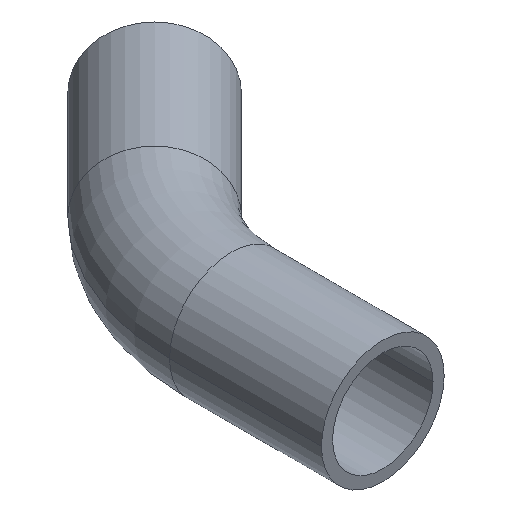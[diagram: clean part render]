
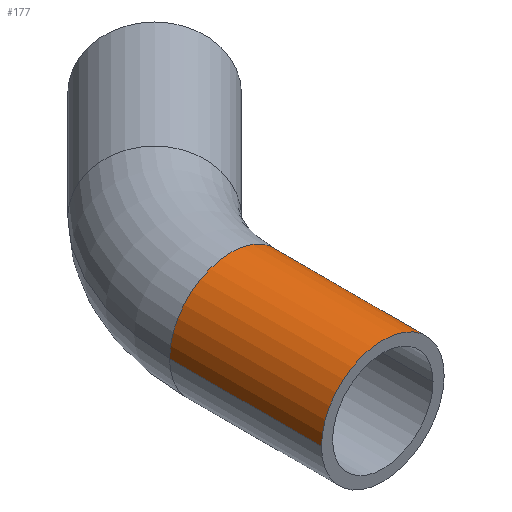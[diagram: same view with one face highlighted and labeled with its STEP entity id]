
A CAD part, isometric view. The second image highlights one B-rep face of the part: STEP entity #177.
In plain terms, the highlighted cylindrical face has radius 157.5 mm (diameter 315 mm), a partial arc.
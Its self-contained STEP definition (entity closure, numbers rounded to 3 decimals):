
#107 = EDGE_CURVE( '', #125, #153, #246, .T. );
#111 = EDGE_CURVE( '', #137, #125, #250, .T. );
#121 = VERTEX_POINT( '', #261 );
#125 = VERTEX_POINT( '', #265 );
#135 = EDGE_CURVE( '', #121, #153, #278, .T. );
#137 = VERTEX_POINT( '', #280 );
#153 = VERTEX_POINT( '', #297 );
#177 = ADVANCED_FACE( '', ( #322 ), #323, .T. );
#195 = EDGE_CURVE( '', #121, #137, #343, .T. );
#246 = LINE( '', #395, #396 );
#250 = CIRCLE( '', #401, 157.5 );
#261 = CARTESIAN_POINT( '', ( 157.5, 0., 0. ) );
#265 = CARTESIAN_POINT( '', ( -157.5, 390., 0. ) );
#278 = CIRCLE( '', #434, 157.5 );
#280 = CARTESIAN_POINT( '', ( 157.5, 390., 0. ) );
#297 = CARTESIAN_POINT( '', ( -157.5, 0., 0. ) );
#322 = FACE_OUTER_BOUND( '', #488, .T. );
#323 = CYLINDRICAL_SURFACE( '', #489, 157.5 );
#343 = LINE( '', #516, #517 );
#395 = CARTESIAN_POINT( '', ( -157.5, 195., 0. ) );
#396 = VECTOR( '', #577, 1. );
#401 = AXIS2_PLACEMENT_3D( '', #578, #579, #580 );
#434 = AXIS2_PLACEMENT_3D( '', #620, #621, #622 );
#488 = EDGE_LOOP( '', ( #664, #665, #666, #667 ) );
#489 = AXIS2_PLACEMENT_3D( '', #668, #669, #670 );
#516 = CARTESIAN_POINT( '', ( 157.5, 195., 0. ) );
#517 = VECTOR( '', #695, 1. );
#577 = DIRECTION( '', ( 0., -1., 0. ) );
#578 = CARTESIAN_POINT( '', ( 0., 390., 0. ) );
#579 = DIRECTION( '', ( 0., -1., 0. ) );
#580 = DIRECTION( '', ( -1., 0., 0. ) );
#620 = CARTESIAN_POINT( '', ( 0., 0., 0. ) );
#621 = DIRECTION( '', ( 0., -1., 0. ) );
#622 = DIRECTION( '', ( -1., 0., 0. ) );
#664 = ORIENTED_EDGE( '', *, *, #107, .T. );
#665 = ORIENTED_EDGE( '', *, *, #135, .F. );
#666 = ORIENTED_EDGE( '', *, *, #195, .T. );
#667 = ORIENTED_EDGE( '', *, *, #111, .T. );
#668 = CARTESIAN_POINT( '', ( 0., 195., 0. ) );
#669 = DIRECTION( '', ( 0., 1., 0. ) );
#670 = DIRECTION( '', ( -1., 0., 0. ) );
#695 = DIRECTION( '', ( 0., 1., 0. ) );
